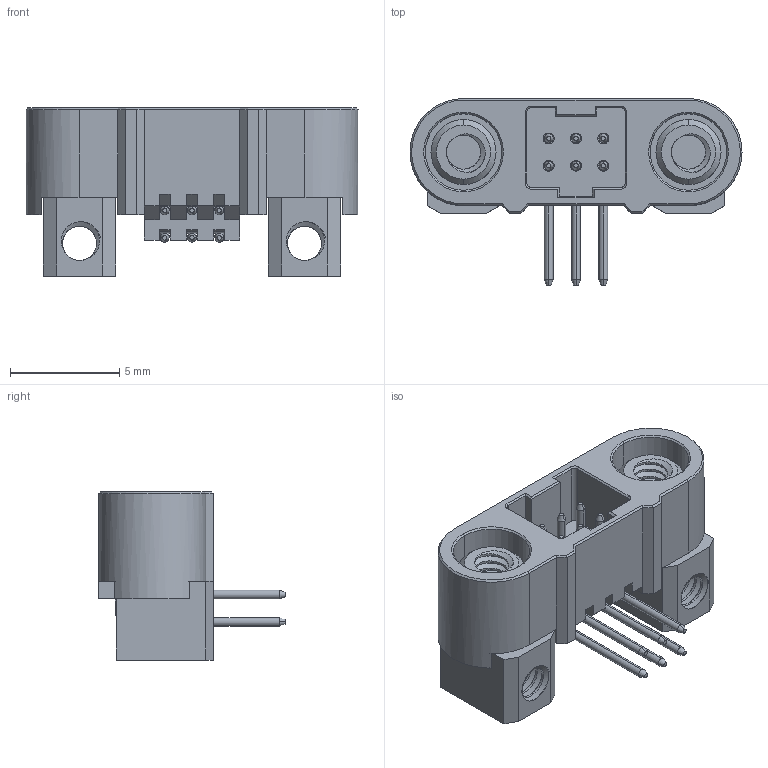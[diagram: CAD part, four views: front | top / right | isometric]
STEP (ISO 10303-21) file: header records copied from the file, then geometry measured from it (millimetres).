
FILE_DESCRIPTION (( 'STEP AP214' ), '1' );
FILE_NAME ('G125-MH10605M4P.STEP', '2025-01-24T05:00:06', ( '' ), ( '' ), 'SwSTEP 2.0', 'SolidWorks 2021', '' );
FILE_SCHEMA (( 'AUTOMOTIVE_DESIGN' ));
Length unit declared in the file: millimetre
Products named in the file (2): G125-MH1xx05M4P_06; G125-MH10605M4P
Assembly tree (1 placements, depth 2):
  G125-MH10605M4P
    G125-MH1xx05M4P_06
Bounding box: 15.2 x 8.55 x 7.7 mm (x, y, z)
Volume: 331 mm3; surface area: 875 mm2
Topology: 9 solids, 9 shells, 347 faces, 860 edges, 540 vertices
Faces by surface type: plane 146, cylinder 127, cone 50, bspline 12, torus 12
Entity records: 17284 total; most frequent: CARTESIAN_POINT 8661, ORIENTED_EDGE 1720, DIRECTION 1600, EDGE_CURVE 860, AXIS2_PLACEMENT_3D 555, VERTEX_POINT 540, LINE 490, VECTOR 490
